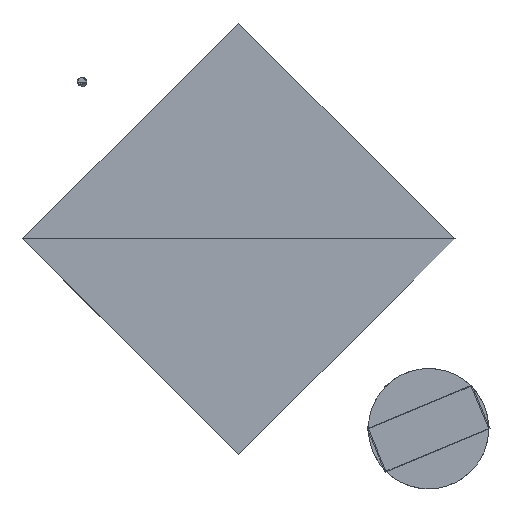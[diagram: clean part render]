
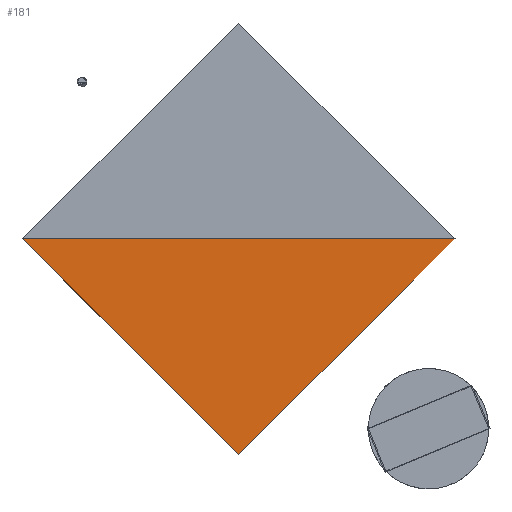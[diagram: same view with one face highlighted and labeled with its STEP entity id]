
A CAD part, top view. The second image highlights one B-rep face of the part: STEP entity #181.
In plain terms, the highlighted free-form (B-spline) face has degree [2, 2] with [3, 5] control points.
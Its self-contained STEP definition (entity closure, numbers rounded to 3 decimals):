
#181=ADVANCED_FACE($,(#310),#1810,.T.);
#310=FACE_OUTER_BOUND($,#446,.T.);
#446=EDGE_LOOP($,(#740,#741,#742,#743));
#740=ORIENTED_EDGE($,*,*,#1305,.T.);
#741=ORIENTED_EDGE($,*,*,#1306,.T.);
#742=ORIENTED_EDGE($,*,*,#1307,.T.);
#743=ORIENTED_EDGE($,*,*,#1303,.F.);
#1303=EDGE_CURVE($,#1604,#1605,#2084,.T.);
#1305=EDGE_CURVE($,#1604,#1606,#2086,.T.);
#1306=EDGE_CURVE($,#1606,#1607,#2087,.T.);
#1307=EDGE_CURVE($,#1607,#1605,#2088,.T.);
#1604=VERTEX_POINT($,#3663);
#1605=VERTEX_POINT($,#3664);
#1606=VERTEX_POINT($,#3665);
#1607=VERTEX_POINT($,#3666);
#1810=(
BOUNDED_SURFACE()
B_SPLINE_SURFACE(2,2,((#3190,#3191,#3192,#3193,#3194),(#3195,#3196,#3197,
#3198,#3199),(#3200,#3201,#3202,#3203,#3204)),.UNSPECIFIED.,.F.,.F.,.F.)
B_SPLINE_SURFACE_WITH_KNOTS((3,3),(3,2,3),(0.,1.183),(0.,667.5,
1335.),.UNSPECIFIED.)
GEOMETRIC_REPRESENTATION_ITEM()
RATIONAL_B_SPLINE_SURFACE(((0.928,0.657,0.928,
0.657,0.928),(0.749,0.53,
0.749,0.53,0.749),(1.,
0.707,1.,0.707,1.)))
REPRESENTATION_ITEM($)
SURFACE()
);
#2084=(
BOUNDED_CURVE()
B_SPLINE_CURVE(2,(#2971,#2972,#2973,#2974,#2975),.UNSPECIFIED.,.F.,.F.)
B_SPLINE_CURVE_WITH_KNOTS((3,2,3),(0.,666.326,1332.652),
.UNSPECIFIED.)
CURVE()
GEOMETRIC_REPRESENTATION_ITEM()
RATIONAL_B_SPLINE_CURVE((1.,0.707,1.,0.707,1.))
REPRESENTATION_ITEM($)
);
#2086=(
BOUNDED_CURVE()
B_SPLINE_CURVE(2,(#2978,#2979,#2980),.UNSPECIFIED.,.F.,.F.)
B_SPLINE_CURVE_WITH_KNOTS((3,3),(0.,1.183),.UNSPECIFIED.)
CURVE()
GEOMETRIC_REPRESENTATION_ITEM()
RATIONAL_B_SPLINE_CURVE((1.,0.777,1.))
REPRESENTATION_ITEM($)
);
#2087=(
BOUNDED_CURVE()
B_SPLINE_CURVE(2,(#2981,#2982,#2983,#2984,#2985),.UNSPECIFIED.,.F.,.F.)
B_SPLINE_CURVE_WITH_KNOTS((3,2,3),(0.,667.5,1335.),.UNSPECIFIED.)
CURVE()
GEOMETRIC_REPRESENTATION_ITEM()
RATIONAL_B_SPLINE_CURVE((1.,0.707,1.,0.707,
1.))
REPRESENTATION_ITEM($)
);
#2088=(
BOUNDED_CURVE()
B_SPLINE_CURVE(2,(#2986,#2987,#2988),.UNSPECIFIED.,.F.,.F.)
B_SPLINE_CURVE_WITH_KNOTS((3,3),(-1.183,0.),.UNSPECIFIED.)
CURVE()
GEOMETRIC_REPRESENTATION_ITEM()
RATIONAL_B_SPLINE_CURVE((1.,0.777,1.))
REPRESENTATION_ITEM($)
);
#2971=CARTESIAN_POINT($,(-338.922,-11.553,-361.469));
#2972=CARTESIAN_POINT($,(-338.922,-344.716,-361.469));
#2973=CARTESIAN_POINT($,(-5.759,-344.716,-361.469));
#2974=CARTESIAN_POINT($,(327.404,-344.716,-361.469));
#2975=CARTESIAN_POINT($,(327.404,-11.553,-361.469));
#2978=CARTESIAN_POINT($,(-338.922,-11.553,-361.469));
#2979=CARTESIAN_POINT($,(-339.023,-11.553,-361.945));
#2980=CARTESIAN_POINT($,(-339.509,-11.553,-361.945));
#2981=CARTESIAN_POINT($,(-339.509,-11.553,-361.945));
#2982=CARTESIAN_POINT($,(-339.509,-345.303,-361.945));
#2983=CARTESIAN_POINT($,(-5.759,-345.303,-361.945));
#2984=CARTESIAN_POINT($,(327.991,-345.303,-361.945));
#2985=CARTESIAN_POINT($,(327.991,-11.553,-361.945));
#2986=CARTESIAN_POINT($,(327.991,-11.553,-361.945));
#2987=CARTESIAN_POINT($,(327.505,-11.553,-361.945));
#2988=CARTESIAN_POINT($,(327.404,-11.553,-361.469));
#3190=CARTESIAN_POINT($,(-338.922,-11.553,-361.469));
#3191=CARTESIAN_POINT($,(-338.922,-344.716,-361.469));
#3192=CARTESIAN_POINT($,(-5.759,-344.716,-361.469));
#3193=CARTESIAN_POINT($,(327.404,-344.716,-361.469));
#3194=CARTESIAN_POINT($,(327.404,-11.553,-361.469));
#3195=CARTESIAN_POINT($,(-339.023,-11.553,-361.945));
#3196=CARTESIAN_POINT($,(-339.023,-344.817,-361.945));
#3197=CARTESIAN_POINT($,(-5.759,-344.817,-361.945));
#3198=CARTESIAN_POINT($,(327.505,-344.817,-361.945));
#3199=CARTESIAN_POINT($,(327.505,-11.553,-361.945));
#3200=CARTESIAN_POINT($,(-339.509,-11.553,-361.945));
#3201=CARTESIAN_POINT($,(-339.509,-345.303,-361.945));
#3202=CARTESIAN_POINT($,(-5.759,-345.303,-361.945));
#3203=CARTESIAN_POINT($,(327.991,-345.303,-361.945));
#3204=CARTESIAN_POINT($,(327.991,-11.553,-361.945));
#3663=CARTESIAN_POINT($,(-338.922,-11.553,-361.469));
#3664=CARTESIAN_POINT($,(327.404,-11.553,-361.469));
#3665=CARTESIAN_POINT($,(-339.509,-11.553,-361.945));
#3666=CARTESIAN_POINT($,(327.991,-11.553,-361.945));
